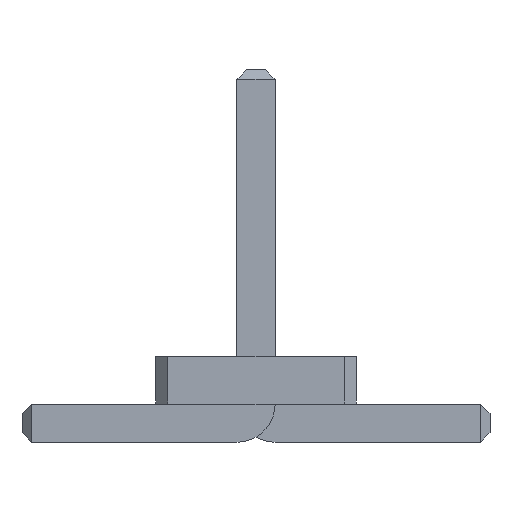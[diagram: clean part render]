
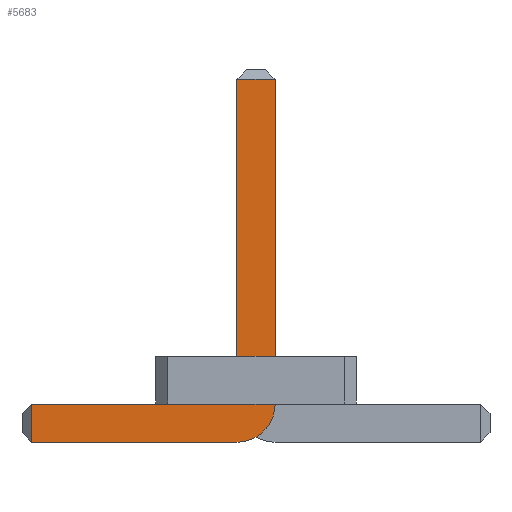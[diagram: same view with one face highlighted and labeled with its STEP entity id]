
A CAD part, front view. The second image highlights one B-rep face of the part: STEP entity #5683.
In plain terms, the highlighted planar face has unit normal (0, -1, 0).
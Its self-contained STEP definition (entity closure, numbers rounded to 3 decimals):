
#56=DIRECTION('',(0.,-1.,0.));
#67=DIRECTION('',(1.,0.,0.));
#1181=VECTOR('',#67,1.);
#1234=DIRECTION('',(-1.,0.,0.));
#2345=VECTOR('',#1234,1.);
#2521=DIRECTION('',(0.,0.,-1.));
#2540=VECTOR('',#2521,1.);
#5511=VECTOR('',#5512,1.);
#5512=DIRECTION('',(0.,0.,1.));
#5534=DIRECTION('',(0.,-1.,0.));
#5535=DIRECTION('',(-1.,0.,0.));
#5542=VERTEX_POINT('',#5543);
#5543=CARTESIAN_POINT('',(-2.35,-12.265,0.));
#5546=ORIENTED_EDGE('',*,*,#5547,.T.);
#5547=EDGE_CURVE('',#5542,#5548,#5550,.T.);
#5548=VERTEX_POINT('',#5549);
#5549=CARTESIAN_POINT('',(-0.2,-12.265,0.));
#5550=LINE('',#5551,#1181);
#5551=CARTESIAN_POINT('',(-2.45,-12.265,0.));
#5584=VERTEX_POINT('',#5585);
#5585=CARTESIAN_POINT('',(0.2,-12.265,0.4));
#5588=EDGE_CURVE('',#5548,#5584,#5589,.T.);
#5589=CIRCLE('',#5590,0.4);
#5590=AXIS2_PLACEMENT_3D('',#5591,#56,#2521);
#5591=CARTESIAN_POINT('',(-0.2,-12.265,0.4));
#5599=VERTEX_POINT('',#5591);
#5601=ORIENTED_EDGE('',*,*,#5602,.T.);
#5602=EDGE_CURVE('',#5599,#5603,#5605,.T.);
#5603=VERTEX_POINT('',#5604);
#5604=CARTESIAN_POINT('',(-2.35,-12.265,0.4));
#5605=LINE('',#5591,#2345);
#5615=ORIENTED_EDGE('',*,*,#5616,.T.);
#5616=EDGE_CURVE('',#5584,#5617,#5619,.T.);
#5617=VERTEX_POINT('',#5618);
#5618=CARTESIAN_POINT('',(0.2,-12.265,3.8));
#5619=LINE('',#5620,#5511);
#5620=CARTESIAN_POINT('',(0.2,-12.265,0.));
#5633=VERTEX_POINT('',#5634);
#5634=CARTESIAN_POINT('',(-0.2,-12.265,3.8));
#5636=ORIENTED_EDGE('',*,*,#5637,.T.);
#5637=EDGE_CURVE('',#5633,#5599,#5638,.T.);
#5638=LINE('',#5639,#2540);
#5639=CARTESIAN_POINT('',(-0.2,-12.265,3.9));
#5683=ADVANCED_FACE('',(#5684),#5693,.T.);
#5684=FACE_BOUND('',#5685,.T.);
#5685=EDGE_LOOP('',(#5546,#5686,#5615,#5687,#5636,#5601,#5690));
#5686=ORIENTED_EDGE('',*,*,#5588,.T.);
#5687=ORIENTED_EDGE('',*,*,#5688,.T.);
#5688=EDGE_CURVE('',#5617,#5633,#5689,.T.);
#5689=LINE('',#5618,#2345);
#5690=ORIENTED_EDGE('',*,*,#5691,.T.);
#5691=EDGE_CURVE('',#5603,#5542,#5692,.T.);
#5692=LINE('',#5604,#2540);
#5693=PLANE('',#5694);
#5694=AXIS2_PLACEMENT_3D('',#5695,#5534,#5535);
#5695=CARTESIAN_POINT('',(-0.524,-12.265,1.349));
